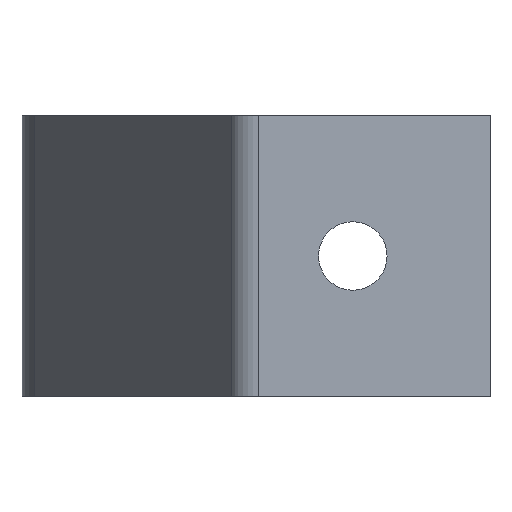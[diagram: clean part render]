
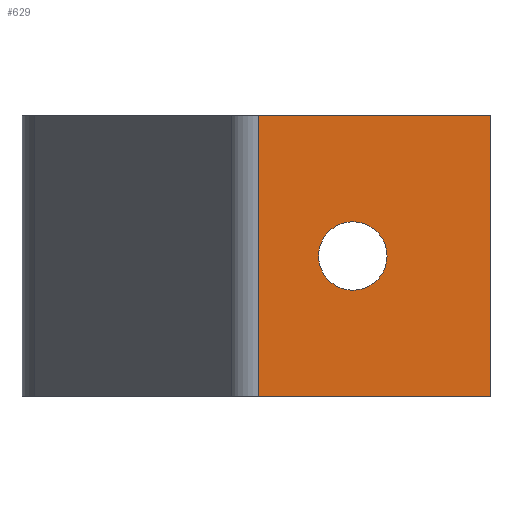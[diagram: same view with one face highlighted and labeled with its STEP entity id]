
A CAD part, front view. The second image highlights one B-rep face of the part: STEP entity #629.
In plain terms, the highlighted planar face has unit normal (0, -1, 0).
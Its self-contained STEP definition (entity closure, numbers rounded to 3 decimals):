
#15=FACE_BOUND('',#79,.T.);
#22=PLANE('',#666);
#45=FACE_OUTER_BOUND('',#78,.T.);
#78=EDGE_LOOP('',(#437,#438,#439,#440));
#79=EDGE_LOOP('',(#441));
#118=LINE('',#909,#188);
#119=LINE('',#912,#189);
#120=LINE('',#914,#190);
#121=LINE('',#915,#191);
#188=VECTOR('',#727,45.);
#189=VECTOR('',#730,37.131);
#190=VECTOR('',#731,45.);
#191=VECTOR('',#732,37.131);
#259=CIRCLE('',#667,5.5);
#279=VERTEX_POINT('',#902);
#282=VERTEX_POINT('',#907);
#283=VERTEX_POINT('',#911);
#284=VERTEX_POINT('',#913);
#285=VERTEX_POINT('',#916);
#344=EDGE_CURVE('',#282,#279,#118,.T.);
#345=EDGE_CURVE('',#283,#282,#119,.T.);
#346=EDGE_CURVE('',#283,#284,#120,.T.);
#347=EDGE_CURVE('',#279,#284,#121,.T.);
#348=EDGE_CURVE('',#285,#285,#259,.T.);
#437=ORIENTED_EDGE('',*,*,#344,.F.);
#438=ORIENTED_EDGE('',*,*,#345,.F.);
#439=ORIENTED_EDGE('',*,*,#346,.T.);
#440=ORIENTED_EDGE('',*,*,#347,.F.);
#441=ORIENTED_EDGE('',*,*,#348,.T.);
#629=ADVANCED_FACE('',(#45,#15),#22,.T.);
#666=AXIS2_PLACEMENT_3D('',#910,#728,#729);
#667=AXIS2_PLACEMENT_3D('',#917,#733,#734);
#727=DIRECTION('',(0.,0.,1.));
#728=DIRECTION('center_axis',(0.,-1.,0.));
#729=DIRECTION('ref_axis',(1.,0.,0.));
#730=DIRECTION('',(-1.,0.,0.));
#731=DIRECTION('',(0.,0.,1.));
#732=DIRECTION('',(1.,0.,0.));
#733=DIRECTION('center_axis',(0.,1.,0.));
#734=DIRECTION('ref_axis',(-1.,0.,0.));
#902=CARTESIAN_POINT('',(-37.131,0.,22.5));
#907=CARTESIAN_POINT('',(-37.131,0.,-22.5));
#909=CARTESIAN_POINT('',(-37.131,0.,0.));
#910=CARTESIAN_POINT('Origin',(-40.,0.,0.));
#911=CARTESIAN_POINT('',(0.,0.,-22.5));
#912=CARTESIAN_POINT('',(-40.,0.,-22.5));
#913=CARTESIAN_POINT('',(0.,0.,22.5));
#914=CARTESIAN_POINT('',(0.,0.,0.));
#915=CARTESIAN_POINT('',(-40.,0.,22.5));
#916=CARTESIAN_POINT('',(-16.5,0.,0.));
#917=CARTESIAN_POINT('Origin',(-22.,0.,0.));
